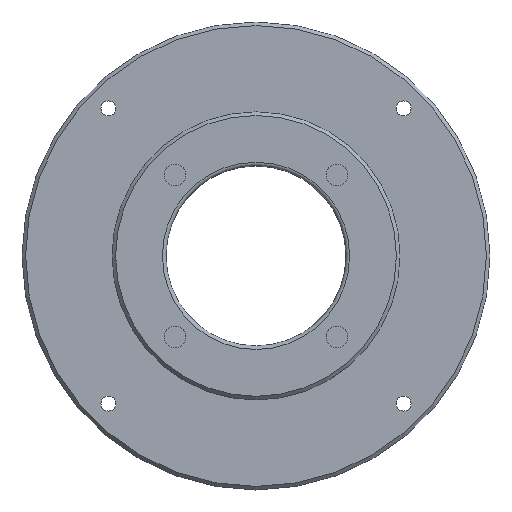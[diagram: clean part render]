
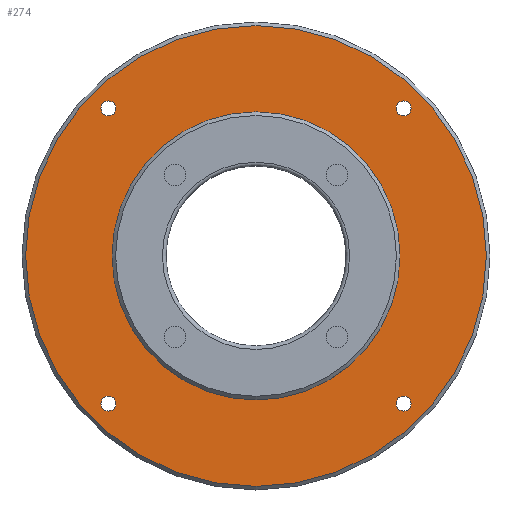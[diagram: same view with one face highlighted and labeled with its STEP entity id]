
A CAD part, top view. The second image highlights one B-rep face of the part: STEP entity #274.
In plain terms, the highlighted planar face has unit normal (0, 0, 1).
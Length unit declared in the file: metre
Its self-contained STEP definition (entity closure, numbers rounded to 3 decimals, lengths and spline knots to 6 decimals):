
#43=ORIENTED_EDGE('',*,*,#95,.T.);
#44=ORIENTED_EDGE('',*,*,#96,.T.);
#45=ORIENTED_EDGE('',*,*,#91,.F.);
#46=ORIENTED_EDGE('',*,*,#89,.F.);
#47=ORIENTED_EDGE('',*,*,#87,.F.);
#48=ORIENTED_EDGE('',*,*,#85,.F.);
#85=EDGE_CURVE('',#111,#111,#137,.T.);
#87=EDGE_CURVE('',#113,#113,#139,.T.);
#89=EDGE_CURVE('',#115,#115,#141,.T.);
#91=EDGE_CURVE('',#117,#117,#143,.T.);
#95=EDGE_CURVE('',#121,#121,#147,.T.);
#96=EDGE_CURVE('',#122,#122,#148,.F.);
#111=VERTEX_POINT('',#465);
#113=VERTEX_POINT('',#470);
#115=VERTEX_POINT('',#475);
#117=VERTEX_POINT('',#480);
#121=VERTEX_POINT('',#490);
#122=VERTEX_POINT('',#492);
#137=CIRCLE('',#311,0.002075);
#139=CIRCLE('',#314,0.002075);
#141=CIRCLE('',#317,0.002075);
#143=CIRCLE('',#320,0.002075);
#147=CIRCLE('',#326,0.064);
#148=CIRCLE('',#327,0.04);
#173=EDGE_LOOP('',(#43));
#174=EDGE_LOOP('',(#44));
#175=EDGE_LOOP('',(#45));
#176=EDGE_LOOP('',(#46));
#177=EDGE_LOOP('',(#47));
#178=EDGE_LOOP('',(#48));
#225=FACE_BOUND('',#173,.T.);
#226=FACE_BOUND('',#174,.T.);
#227=FACE_BOUND('',#175,.T.);
#228=FACE_BOUND('',#176,.T.);
#229=FACE_BOUND('',#177,.T.);
#230=FACE_BOUND('',#178,.T.);
#262=PLANE('',#325);
#274=ADVANCED_FACE('',(#225,#226,#227,#228,#229,#230),#262,.T.);
#311=AXIS2_PLACEMENT_3D('',#464,#369,#370);
#314=AXIS2_PLACEMENT_3D('',#469,#375,#376);
#317=AXIS2_PLACEMENT_3D('',#474,#381,#382);
#320=AXIS2_PLACEMENT_3D('',#479,#387,#388);
#325=AXIS2_PLACEMENT_3D('',#488,#397,#398);
#326=AXIS2_PLACEMENT_3D('',#489,#399,#400);
#327=AXIS2_PLACEMENT_3D('',#491,#401,#402);
#369=DIRECTION('',(0.,0.,1.));
#370=DIRECTION('',(1.,0.,0.));
#375=DIRECTION('',(0.,0.,1.));
#376=DIRECTION('',(1.,0.,0.));
#381=DIRECTION('',(0.,0.,1.));
#382=DIRECTION('',(1.,0.,0.));
#387=DIRECTION('',(0.,0.,1.));
#388=DIRECTION('',(1.,0.,0.));
#397=DIRECTION('',(0.,0.,1.));
#398=DIRECTION('',(1.,0.,0.));
#399=DIRECTION('',(0.,0.,1.));
#400=DIRECTION('',(1.,0.,0.));
#401=DIRECTION('',(0.,0.,1.));
#402=DIRECTION('',(1.,0.,0.));
#464=CARTESIAN_POINT('',(-0.041,0.041,0.005));
#465=CARTESIAN_POINT('',(-0.038925,0.041,0.005));
#469=CARTESIAN_POINT('',(0.041,0.041,0.005));
#470=CARTESIAN_POINT('',(0.043075,0.041,0.005));
#474=CARTESIAN_POINT('',(-0.041,-0.041,0.005));
#475=CARTESIAN_POINT('',(-0.038925,-0.041,0.005));
#479=CARTESIAN_POINT('',(0.041,-0.041,0.005));
#480=CARTESIAN_POINT('',(0.043075,-0.041,0.005));
#488=CARTESIAN_POINT('',(-0.001619,0.,0.005));
#489=CARTESIAN_POINT('',(0.,0.,0.005));
#490=CARTESIAN_POINT('',(0.064,0.,0.005));
#491=CARTESIAN_POINT('',(0.,0.,0.005));
#492=CARTESIAN_POINT('',(0.04,0.,0.005));
